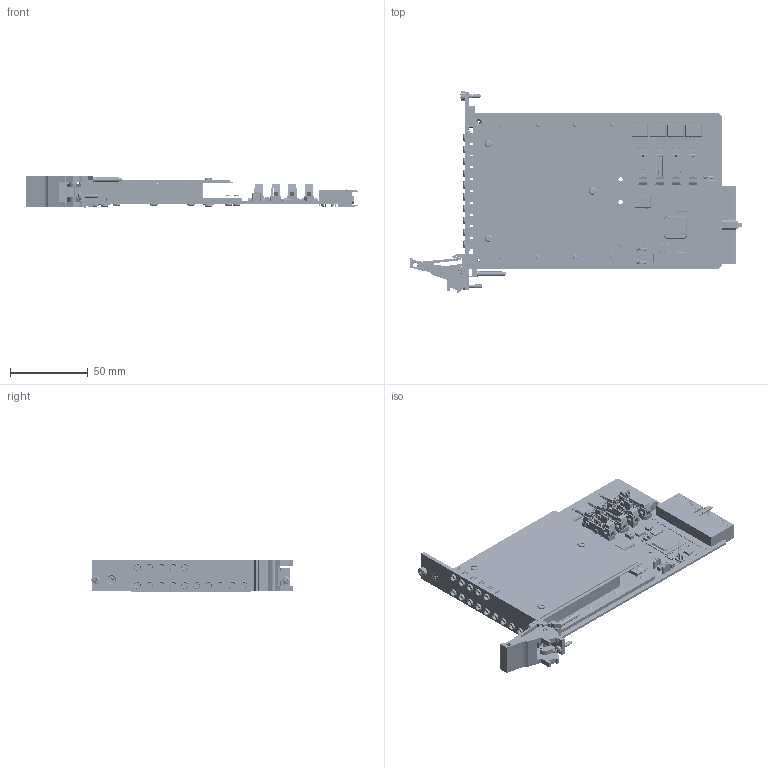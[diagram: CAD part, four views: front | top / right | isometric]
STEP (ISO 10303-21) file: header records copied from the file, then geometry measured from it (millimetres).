
FILE_DESCRIPTION (( 'STEP AP214' ), '1' );
FILE_NAME ('40-872-103 PXI 1 SLT Triple 4CH MUX 50 Ohm MCX.STEP', '2013-09-12T14:24:51', ( 'admin' ), ( '' ), 'SwSTEP 2.0', 'SolidWorks 2012', '' );
FILE_SCHEMA (( 'AUTOMOTIVE_DESIGN' ));
Length unit declared in the file: millimetre
Products named in the file (1): 40-872-103 PXI 1 SLT Triple 4CH MUX 50 Ohm MCX
Bounding box: 214.01 x 129.67 x 20.18 mm (x, y, z)
Surface area: 86133.5 mm2 (no closed solid volume)
Topology: 0 solids, 676 shells, 4043 faces, 18230 edges, 14226 vertices
Faces by surface type: plane 3113, cylinder 689, cone 136, torus 68, bspline 30, sphere 7
Full cylindrical faces by diameter (mm): 0.2 x1, 0.35 x3, 0.55 x3, 0.6 x110, 0.762 x22, 0.8 x4, 1.496 x2, 1.524 x8, 2 x6, 2.05 x1, 2.45 x4, 2.5 x4, 2.6 x1, 2.7 x3, 2.8 x1, 3 x3, 3.4 x15, 4.7 x1, 4.8 x15, 4.85 x16, 5 x17, 5.3 x1, 5.4 x8, 6 x1, 6.1 x1, 6.8 x3
Entity records: 233144 total; most frequent: CARTESIAN_POINT 46794, DIRECTION 28177, ORIENTED_EDGE 24015, EDGE_CURVE 17645, VERTEX_POINT 14064, VECTOR 13613, LINE 13613, AXIS2_PLACEMENT_3D 7282
